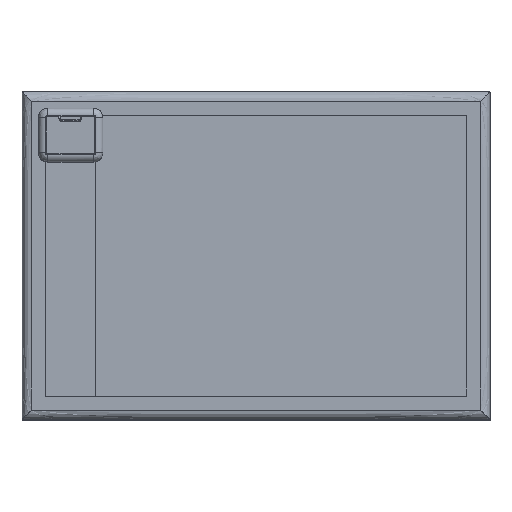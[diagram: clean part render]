
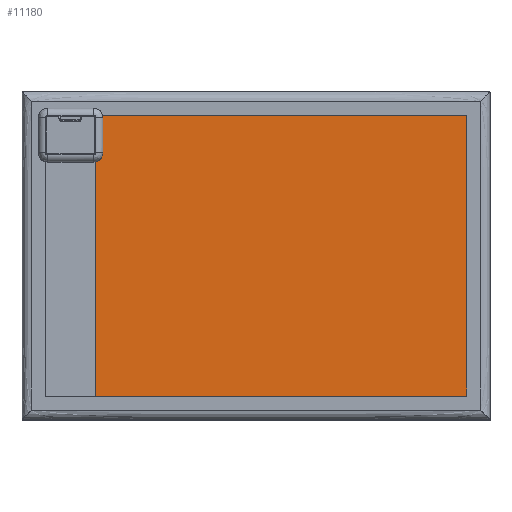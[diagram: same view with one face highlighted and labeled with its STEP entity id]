
A CAD part, top view. The second image highlights one B-rep face of the part: STEP entity #11180.
In plain terms, the highlighted free-form (B-spline) face has degree [1, 1] with [2, 2] control points.
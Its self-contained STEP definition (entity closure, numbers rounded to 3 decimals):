
#11180 = ADVANCED_FACE('',(#11181),#11211,.T.);
#11181 = FACE_BOUND('',#11182,.T.);
#11182 = EDGE_LOOP('',(#11183,#11192,#11199,#11206));
#11183 = ORIENTED_EDGE('',*,*,#11184,.T.);
#11184 = EDGE_CURVE('',#11185,#11187,#11189,.T.);
#11185 = VERTEX_POINT('',#11186);
#11186 = CARTESIAN_POINT('',(-3795.063,3256.284,
    8603.288));
#11187 = VERTEX_POINT('',#11188);
#11188 = CARTESIAN_POINT('',(-3795.063,-3183.302,
    8603.288));
#11189 = B_SPLINE_CURVE_WITH_KNOTS('',1,(#11190,#11191),.UNSPECIFIED.,
  .F.,.F.,(2,2),(0.,1.),.PIECEWISE_BEZIER_KNOTS.);
#11190 = CARTESIAN_POINT('',(-3795.063,3256.284,
    8603.288));
#11191 = CARTESIAN_POINT('',(-3795.063,-3183.302,
    8603.288));
#11192 = ORIENTED_EDGE('',*,*,#11193,.T.);
#11193 = EDGE_CURVE('',#11187,#11194,#11196,.T.);
#11194 = VERTEX_POINT('',#11195);
#11195 = CARTESIAN_POINT('',(4705.191,-3183.302,
    8603.288));
#11196 = B_SPLINE_CURVE_WITH_KNOTS('',1,(#11197,#11198),.UNSPECIFIED.,
  .F.,.F.,(2,2),(0.,1.),.PIECEWISE_BEZIER_KNOTS.);
#11197 = CARTESIAN_POINT('',(-3795.063,-3183.302,
    8603.288));
#11198 = CARTESIAN_POINT('',(4705.191,-3183.302,
    8603.288));
#11199 = ORIENTED_EDGE('',*,*,#11200,.T.);
#11200 = EDGE_CURVE('',#11194,#11201,#11203,.T.);
#11201 = VERTEX_POINT('',#11202);
#11202 = CARTESIAN_POINT('',(4705.191,3256.284,
    8603.288));
#11203 = B_SPLINE_CURVE_WITH_KNOTS('',1,(#11204,#11205),.UNSPECIFIED.,
  .F.,.F.,(2,2),(0.,1.),.PIECEWISE_BEZIER_KNOTS.);
#11204 = CARTESIAN_POINT('',(4705.191,-3183.302,
    8603.288));
#11205 = CARTESIAN_POINT('',(4705.191,3256.284,
    8603.288));
#11206 = ORIENTED_EDGE('',*,*,#11207,.T.);
#11207 = EDGE_CURVE('',#11201,#11185,#11208,.T.);
#11208 = B_SPLINE_CURVE_WITH_KNOTS('',1,(#11209,#11210),.UNSPECIFIED.,
  .F.,.F.,(2,2),(0.,1.),.PIECEWISE_BEZIER_KNOTS.);
#11209 = CARTESIAN_POINT('',(4705.191,3256.284,
    8603.288));
#11210 = CARTESIAN_POINT('',(-3795.063,3256.284,
    8603.288));
#11211 = B_SPLINE_SURFACE_WITH_KNOTS('',1,1,(
    (#11212,#11213)
    ,(#11214,#11215
    )),.UNSPECIFIED.,.F.,.F.,.F.,(2,2),(2,2),(0.,1.),(0.,1.),
  .PIECEWISE_BEZIER_KNOTS.);
#11212 = CARTESIAN_POINT('',(-3795.063,3256.284,
    8603.288));
#11213 = CARTESIAN_POINT('',(4705.191,3256.284,
    8603.288));
#11214 = CARTESIAN_POINT('',(-3795.063,-3183.302,
    8603.288));
#11215 = CARTESIAN_POINT('',(4705.191,-3183.302,
    8603.288));
